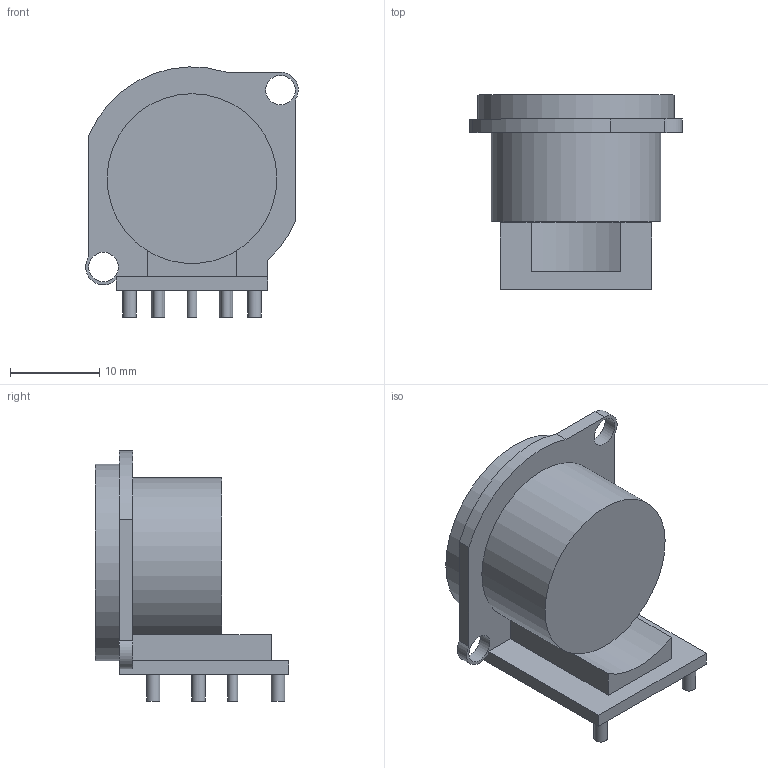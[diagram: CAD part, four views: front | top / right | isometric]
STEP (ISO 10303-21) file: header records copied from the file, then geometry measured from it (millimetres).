
FILE_DESCRIPTION(/* description */ (''),/* implementation_level */ '2;1');
FILE_NAME(/* name */ 'NC4MAH.step',/* time_stamp */ '2020-02-01T12:18:29+00:00',/* author */ (''),/* organization */ (''),/* preprocessor_version */ 'ST-DEVELOPER v18',/* originating_system */ 'Autodesk Translation Framework v8.12.0.6',/* authorisation */ '');
FILE_SCHEMA (('AUTOMOTIVE_DESIGN { 1 0 10303 214 3 1 1 }'));
Length unit declared in the file: millimetre
Products named in the file (1): NC4MAH
Bounding box: 23.79 x 21.7 x 28 mm (x, y, z)
Volume: 4260.4 mm3; surface area: 3746.4 mm2
Topology: 1 solids, 1 shells, 42 faces, 88 edges, 58 vertices
Faces by surface type: plane 24, cylinder 18
Full cylindrical faces by diameter (mm): 1.1 x3, 1.5 x4, 3.3 x2, 13 x1, 17 x1, 22 x1
Entity records: 1204 total; most frequent: DIRECTION 210, CARTESIAN_POINT 189, ORIENTED_EDGE 176, EDGE_CURVE 88, AXIS2_PLACEMENT_3D 79, VERTEX_POINT 58, EDGE_LOOP 56, LINE 52
